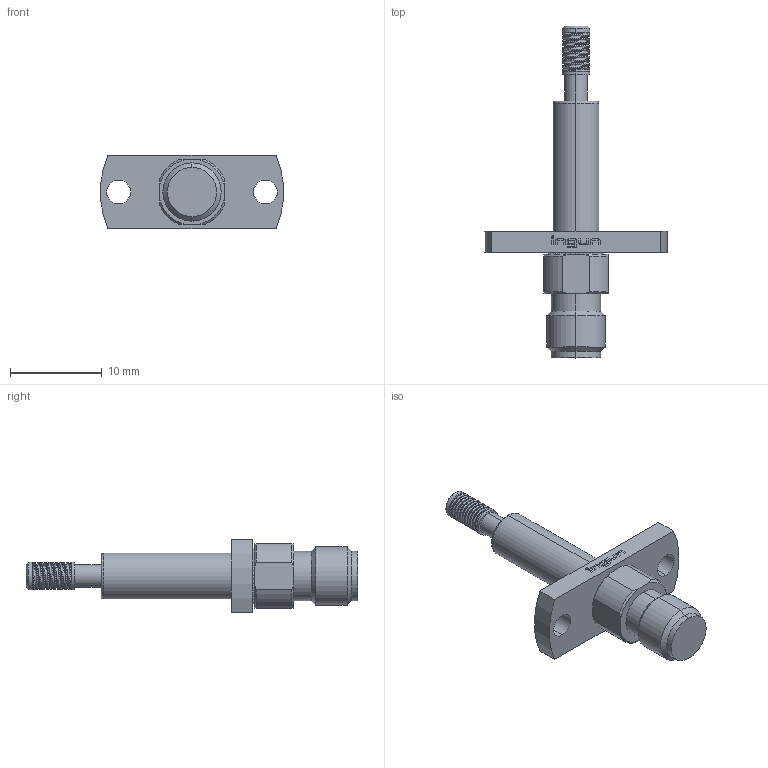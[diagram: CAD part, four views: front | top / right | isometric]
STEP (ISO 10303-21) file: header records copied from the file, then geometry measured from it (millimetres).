
FILE_DESCRIPTION (( 'STEP AP203' ), '1' );
FILE_NAME ('INGUN_HFS-856_305_030_A_xx43MM8030-H.STEP', '2023-03-24T06:17:01', ( '' ), ( '' ), 'SwSTEP 2.0', 'SolidWorks 2021', '' );
FILE_SCHEMA (( 'CONFIG_CONTROL_DESIGN' ));
Length unit declared in the file: millimetre
Products named in the file (1): INGUN_HFS-856_305_030_A_xx43MM8030-H
Bounding box: 19.93 x 36.2 x 8 mm (x, y, z)
Volume: 1039.1 mm3; surface area: 1089.2 mm2
Topology: 1 solids, 1 shells, 349 faces, 973 edges, 644 vertices
Faces by surface type: plane 199, cylinder 121, cone 18, torus 8, bspline 2, sphere 1
Entity records: 13357 total; most frequent: CARTESIAN_POINT 4091, ORIENTED_EDGE 1940, DIRECTION 1926, EDGE_CURVE 970, VECTOR 660, LINE 660, VERTEX_POINT 642, AXIS2_PLACEMENT_3D 633
